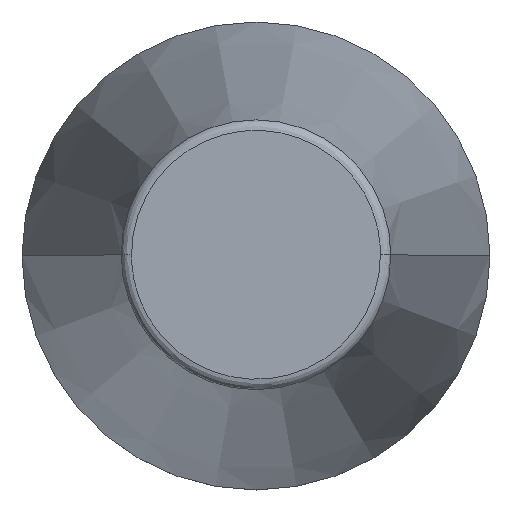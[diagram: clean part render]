
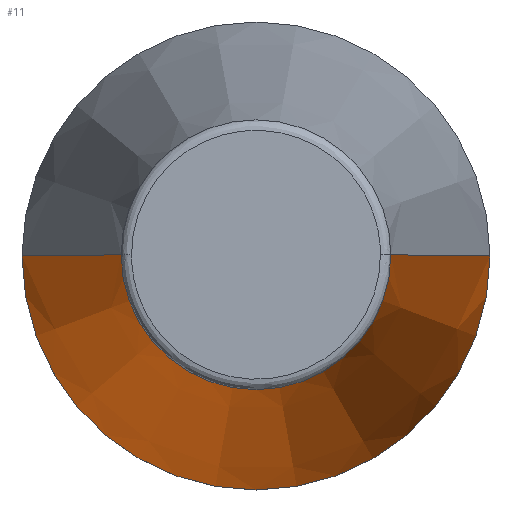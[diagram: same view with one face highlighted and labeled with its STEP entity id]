
A CAD part, top view. The second image highlights one B-rep face of the part: STEP entity #11.
In plain terms, the highlighted conical face has half-angle 8.297 degrees and reference radius 22.225 mm.
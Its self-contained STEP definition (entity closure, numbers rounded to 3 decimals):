
#3 = LINE ( 'NONE', #332, #277 ) ;
#11 = ADVANCED_FACE ( 'NONE', ( #112 ), #220, .T. ) ;
#17 = VERTEX_POINT ( 'NONE', #385 ) ;
#23 = VERTEX_POINT ( 'NONE', #388 ) ;
#86 = CARTESIAN_POINT ( 'NONE',  ( 22.225, 0., 300. ) ) ;
#87 = EDGE_CURVE ( 'NONE', #413, #325, #416, .T. ) ;
#95 = EDGE_CURVE ( 'NONE', #17, #325, #3, .T. ) ;
#102 = AXIS2_PLACEMENT_3D ( 'NONE', #335, #334, #333 ) ;
#112 = FACE_OUTER_BOUND ( 'NONE', #260, .T. ) ;
#126 = ORIENTED_EDGE ( 'NONE', *, *, #95, .T. ) ;
#149 = VECTOR ( 'NONE', #303, 1000. ) ;
#156 = ORIENTED_EDGE ( 'NONE', *, *, #167, .F. ) ;
#160 = DIRECTION ( 'NONE',  ( -1., 0., 0. ) ) ;
#163 = DIRECTION ( 'NONE',  ( 0., 0., -1. ) ) ;
#165 = CARTESIAN_POINT ( 'NONE',  ( 0., 0., 364.544 ) ) ;
#167 = EDGE_CURVE ( 'NONE', #23, #413, #250, .T. ) ;
#191 = CARTESIAN_POINT ( 'NONE',  ( -22.225, 0., 300. ) ) ;
#220 = CONICAL_SURFACE ( 'NONE', #312, 22.225, 0.145 ) ;
#250 = LINE ( 'NONE', #353, #149 ) ;
#260 = EDGE_LOOP ( 'NONE', ( #156, #412, #126, #414 ) ) ;
#274 = AXIS2_PLACEMENT_3D ( 'NONE', #165, #163, #160 ) ;
#277 = VECTOR ( 'NONE', #346, 1000. ) ;
#303 = DIRECTION ( 'NONE',  ( 0.144, 0., -0.99 ) ) ;
#310 = CIRCLE ( 'NONE', #274, 12.812 ) ;
#312 = AXIS2_PLACEMENT_3D ( 'NONE', #399, #400, #393 ) ;
#325 = VERTEX_POINT ( 'NONE', #191 ) ;
#332 = CARTESIAN_POINT ( 'NONE',  ( -22.225, 0., 300. ) ) ;
#333 = DIRECTION ( 'NONE',  ( -1., 0., 0. ) ) ;
#334 = DIRECTION ( 'NONE',  ( 0., 0., -1. ) ) ;
#335 = CARTESIAN_POINT ( 'NONE',  ( 0., 0., 300. ) ) ;
#346 = DIRECTION ( 'NONE',  ( -0.144, 0., -0.99 ) ) ;
#347 = EDGE_CURVE ( 'NONE', #23, #17, #310, .T. ) ;
#353 = CARTESIAN_POINT ( 'NONE',  ( 22.225, 0., 300. ) ) ;
#385 = CARTESIAN_POINT ( 'NONE',  ( -12.812, 0., 364.544 ) ) ;
#388 = CARTESIAN_POINT ( 'NONE',  ( 12.812, 0., 364.544 ) ) ;
#393 = DIRECTION ( 'NONE',  ( -1., 0., 0. ) ) ;
#399 = CARTESIAN_POINT ( 'NONE',  ( 0., 0., 300. ) ) ;
#400 = DIRECTION ( 'NONE',  ( 0., 0., -1. ) ) ;
#412 = ORIENTED_EDGE ( 'NONE', *, *, #347, .T. ) ;
#413 = VERTEX_POINT ( 'NONE', #86 ) ;
#414 = ORIENTED_EDGE ( 'NONE', *, *, #87, .F. ) ;
#416 = CIRCLE ( 'NONE', #102, 22.225 ) ;
